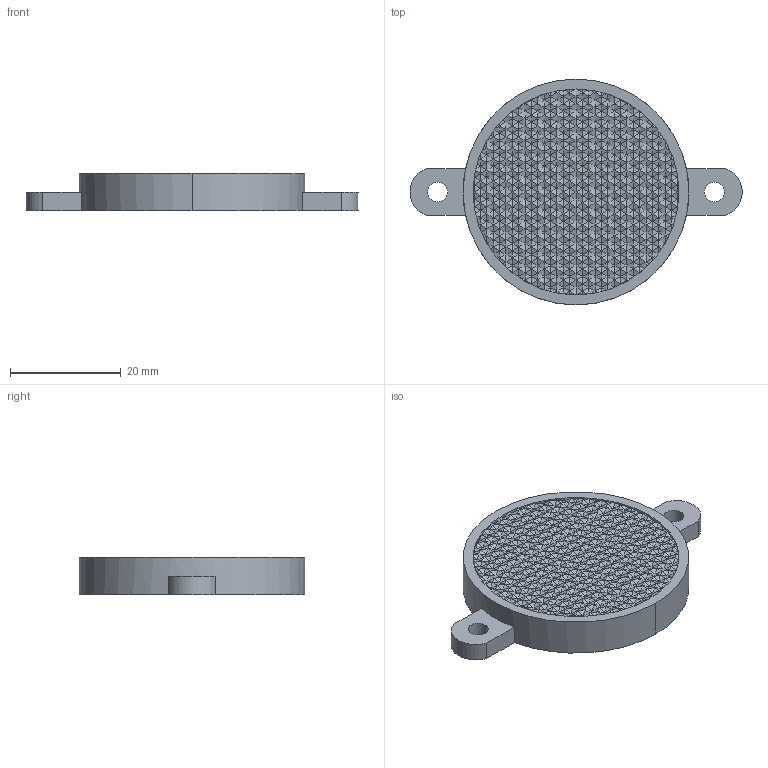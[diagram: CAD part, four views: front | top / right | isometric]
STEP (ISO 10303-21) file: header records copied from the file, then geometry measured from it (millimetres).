
FILE_DESCRIPTION(('Creo Elements/Direct Modeling STEP Export'),'2;1');
FILE_NAME('ER423.stp','2017-08-30T12:29:17',('Palle Edslev '),('EDSLEV A/S'),'Creo Elements/Direct Modeling STEP processor for AP214 (Solid Model)','Creo Elements/Direct Modeling 18.1H 24-Oct-2015 (C) Parametric Technology GmbH','');
FILE_SCHEMA(('AUTOMOTIVE_DESIGN { 1 0 10303 214 1 1 1 1 }'));
Length unit declared in the file: millimetre
Products named in the file (2): ER423
Assembly tree (1 placements, depth 2):
  ER423
    ER423
Bounding box: 59.97 x 40.8 x 6.85 mm (x, y, z)
Volume: 9028.4 mm3; surface area: 4051.5 mm2
Topology: 1 solids, 1 shells, 1560 faces, 2506 edges, 949 vertices
Faces by surface type: plane 1550, cylinder 10
Entity records: 32158 total; most frequent: DIRECTION 5832, ORIENTED_EDGE 5012, CARTESIAN_POINT 5008, EDGE_CURVE 2506, VECTOR 2286, LINE 2286, AXIS2_PLACEMENT_3D 1773, EDGE_LOOP 1565
